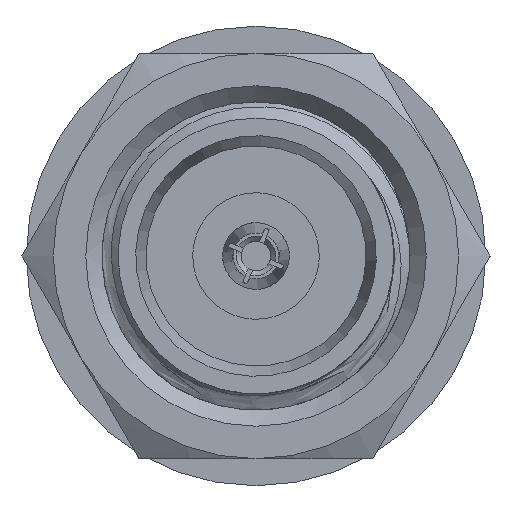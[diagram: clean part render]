
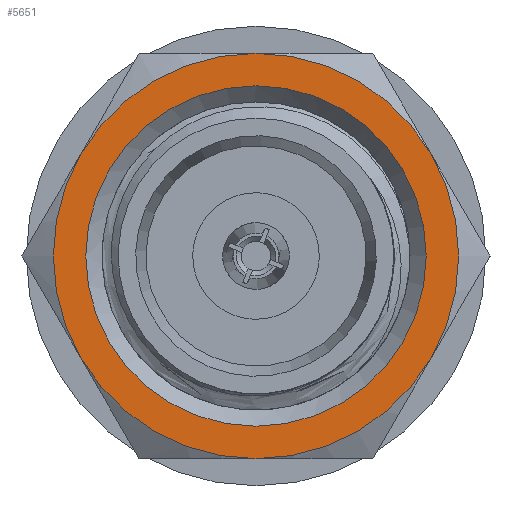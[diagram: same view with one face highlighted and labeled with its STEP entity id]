
A CAD part, left-side view. The second image highlights one B-rep face of the part: STEP entity #5651.
In plain terms, the highlighted planar face has unit normal (-1, 0, 0).
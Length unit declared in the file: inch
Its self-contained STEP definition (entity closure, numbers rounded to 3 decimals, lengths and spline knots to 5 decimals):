
#10 = EDGE_LOOP ( 'NONE', ( #6021 ) ) ;
#50 = FACE_BOUND ( 'NONE', #10, .T. ) ;
#238 = FACE_OUTER_BOUND ( 'NONE', #7250, .T. ) ;
#345 = DIRECTION ( 'NONE',  ( 1., 0., 0. ) ) ;
#398 = AXIS2_PLACEMENT_3D ( 'NONE', #8505, #5546, #4816 ) ;
#792 = DIRECTION ( 'NONE',  ( -1., 0., 0. ) ) ;
#1084 = AXIS2_PLACEMENT_3D ( 'NONE', #8584, #1832, #9261 ) ;
#1180 = CIRCLE ( 'NONE', #3649, 0.125 ) ;
#1603 = DIRECTION ( 'NONE',  ( 1., 0., 0. ) ) ;
#1705 = DIRECTION ( 'NONE',  ( 1., 0., 0. ) ) ;
#1761 = DIRECTION ( 'NONE',  ( -1., 0., 0. ) ) ;
#1821 = ORIENTED_EDGE ( 'NONE', *, *, #4523, .T. ) ;
#1832 = DIRECTION ( 'NONE',  ( -1., 0., 0. ) ) ;
#2109 = CARTESIAN_POINT ( 'NONE',  ( -0.164, 0.10825, -0.0625 ) ) ;
#2209 = ORIENTED_EDGE ( 'NONE', *, *, #5294, .T. ) ;
#2404 = VERTEX_POINT ( 'NONE', #5372 ) ;
#2643 = CIRCLE ( 'NONE', #9308, 0.125 ) ;
#2827 = EDGE_CURVE ( 'NONE', #4223, #3348, #6004, .T. ) ;
#3094 = CARTESIAN_POINT ( 'NONE',  ( -0.164, 0., -0.125 ) ) ;
#3148 = DIRECTION ( 'NONE',  ( 0., 0.5, -0.866 ) ) ;
#3348 = VERTEX_POINT ( 'NONE', #3094 ) ;
#3365 = ORIENTED_EDGE ( 'NONE', *, *, #9087, .F. ) ;
#3453 = VERTEX_POINT ( 'NONE', #7425 ) ;
#3513 = CARTESIAN_POINT ( 'NONE',  ( -0.164, -0.10825, 0.0625 ) ) ;
#3649 = AXIS2_PLACEMENT_3D ( 'NONE', #9192, #1761, #4077 ) ;
#3694 = DIRECTION ( 'NONE',  ( -1., 0., 0. ) ) ;
#3825 = CARTESIAN_POINT ( 'NONE',  ( -0.164, 0., 0. ) ) ;
#4077 = DIRECTION ( 'NONE',  ( 0., 0.5, -0.866 ) ) ;
#4119 = DIRECTION ( 'NONE',  ( 0., 0.5, -0.866 ) ) ;
#4184 = CIRCLE ( 'NONE', #8992, 0.105 ) ;
#4223 = VERTEX_POINT ( 'NONE', #2109 ) ;
#4462 = PLANE ( 'NONE',  #6139 ) ;
#4493 = AXIS2_PLACEMENT_3D ( 'NONE', #6170, #1705, #8212 ) ;
#4522 = VERTEX_POINT ( 'NONE', #6336 ) ;
#4523 = EDGE_CURVE ( 'NONE', #3453, #5128, #1180, .T. ) ;
#4605 = CARTESIAN_POINT ( 'NONE',  ( -0.164, 0., 0. ) ) ;
#4608 = ORIENTED_EDGE ( 'NONE', *, *, #7660, .T. ) ;
#4816 = DIRECTION ( 'NONE',  ( 0., 0.5, -0.866 ) ) ;
#5128 = VERTEX_POINT ( 'NONE', #6855 ) ;
#5294 = EDGE_CURVE ( 'NONE', #4522, #7595, #7994, .T. ) ;
#5372 = CARTESIAN_POINT ( 'NONE',  ( -0.164, 0.0525, -0.09093 ) ) ;
#5546 = DIRECTION ( 'NONE',  ( -1., 0., 0. ) ) ;
#5651 = ADVANCED_FACE ( 'NONE', ( #50, #238 ), #4462, .F. ) ;
#6004 = CIRCLE ( 'NONE', #6323, 0.125 ) ;
#6021 = ORIENTED_EDGE ( 'NONE', *, *, #9372, .T. ) ;
#6047 = CIRCLE ( 'NONE', #4493, 0.125 ) ;
#6139 = AXIS2_PLACEMENT_3D ( 'NONE', #4605, #1603, #3148 ) ;
#6170 = CARTESIAN_POINT ( 'NONE',  ( -0.164, 0., 0. ) ) ;
#6199 = EDGE_CURVE ( 'NONE', #3348, #4522, #7751, .T. ) ;
#6323 = AXIS2_PLACEMENT_3D ( 'NONE', #8892, #3694, #8122 ) ;
#6336 = CARTESIAN_POINT ( 'NONE',  ( -0.164, -0.10825, -0.0625 ) ) ;
#6855 = CARTESIAN_POINT ( 'NONE',  ( -0.164, 0.10825, 0.0625 ) ) ;
#6992 = CARTESIAN_POINT ( 'NONE',  ( -0.164, 0., 0. ) ) ;
#7250 = EDGE_LOOP ( 'NONE', ( #7960, #7693, #2209, #4608, #1821, #3365 ) ) ;
#7425 = CARTESIAN_POINT ( 'NONE',  ( -0.164, 0., 0.125 ) ) ;
#7595 = VERTEX_POINT ( 'NONE', #3513 ) ;
#7629 = DIRECTION ( 'NONE',  ( 0., 0.5, -0.866 ) ) ;
#7660 = EDGE_CURVE ( 'NONE', #7595, #3453, #2643, .T. ) ;
#7693 = ORIENTED_EDGE ( 'NONE', *, *, #6199, .T. ) ;
#7751 = CIRCLE ( 'NONE', #1084, 0.125 ) ;
#7960 = ORIENTED_EDGE ( 'NONE', *, *, #2827, .T. ) ;
#7994 = CIRCLE ( 'NONE', #398, 0.125 ) ;
#8122 = DIRECTION ( 'NONE',  ( 0., 0.5, -0.866 ) ) ;
#8212 = DIRECTION ( 'NONE',  ( 0., 0.5, -0.866 ) ) ;
#8505 = CARTESIAN_POINT ( 'NONE',  ( -0.164, 0., 0. ) ) ;
#8584 = CARTESIAN_POINT ( 'NONE',  ( -0.164, 0., 0. ) ) ;
#8892 = CARTESIAN_POINT ( 'NONE',  ( -0.164, 0., 0. ) ) ;
#8992 = AXIS2_PLACEMENT_3D ( 'NONE', #6992, #345, #4119 ) ;
#9087 = EDGE_CURVE ( 'NONE', #4223, #5128, #6047, .T. ) ;
#9192 = CARTESIAN_POINT ( 'NONE',  ( -0.164, 0., 0. ) ) ;
#9261 = DIRECTION ( 'NONE',  ( 0., 0.5, -0.866 ) ) ;
#9308 = AXIS2_PLACEMENT_3D ( 'NONE', #3825, #792, #7629 ) ;
#9372 = EDGE_CURVE ( 'NONE', #2404, #2404, #4184, .T. ) ;
